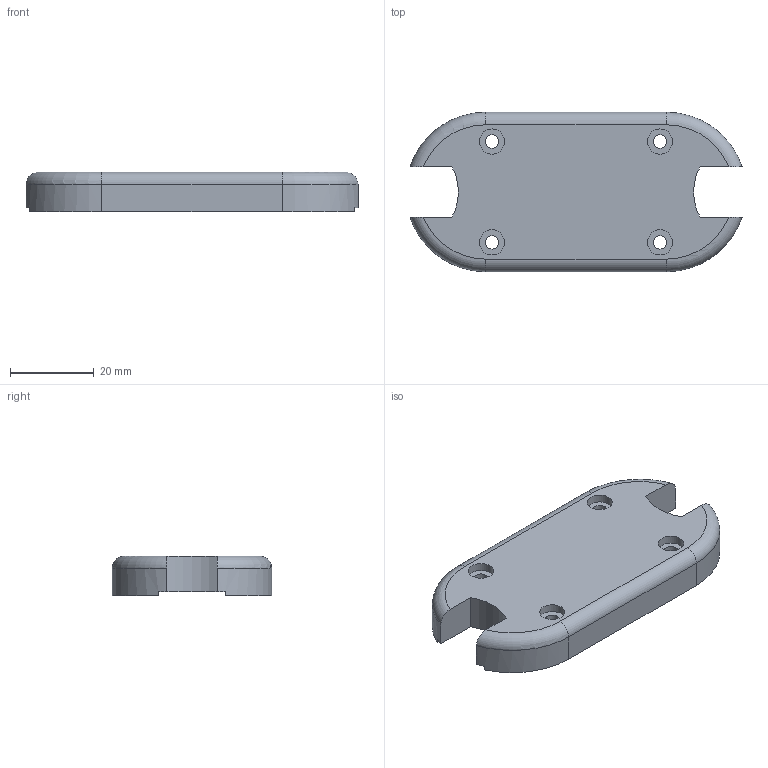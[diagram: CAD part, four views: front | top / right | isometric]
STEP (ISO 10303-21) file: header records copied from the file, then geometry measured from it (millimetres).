
FILE_DESCRIPTION(('FreeCAD Model'),'2;1');
FILE_NAME('Open CASCADE Shape Model','2025-10-08T22:37:27',(''),(''), 'Open CASCADE STEP processor 7.8','FreeCAD','Unknown');
FILE_SCHEMA(('AUTOMOTIVE_DESIGN { 1 0 10303 214 1 1 1 1 }'));
Length unit declared in the file: millimetre
Products named in the file (1): Top001
Bounding box: 79.06 x 38 x 9.5 mm (x, y, z)
Volume: 9658.2 mm3; surface area: 9598.5 mm2
Topology: 1 solids, 1 shells, 85 faces, 232 edges, 156 vertices
Faces by surface type: plane 47, cylinder 34, torus 4
Full cylindrical faces by diameter (mm): 2.9 x2, 3.2 x4, 6 x4
Entity records: 2832 total; most frequent: CARTESIAN_POINT 550, DIRECTION 488, ORIENTED_EDGE 464, EDGE_CURVE 232, AXIS2_PLACEMENT_3D 174, VERTEX_POINT 156, LINE 140, VECTOR 140
